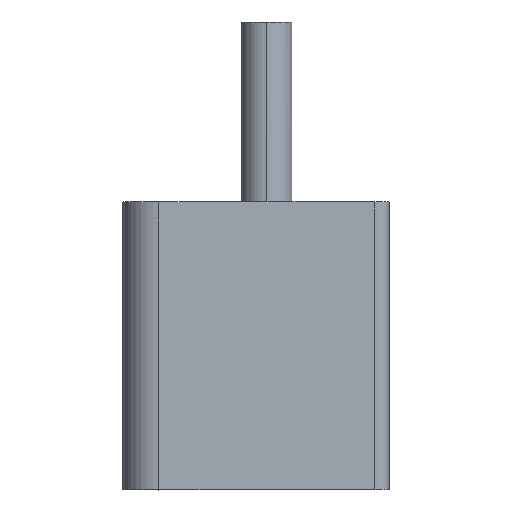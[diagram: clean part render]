
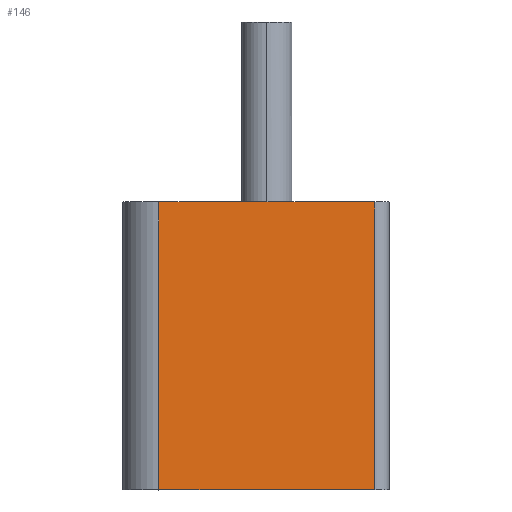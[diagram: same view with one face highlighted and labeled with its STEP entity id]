
A CAD part, top view. The second image highlights one B-rep face of the part: STEP entity #146.
In plain terms, the highlighted planar face has unit normal (0.1, 0, 0.995).
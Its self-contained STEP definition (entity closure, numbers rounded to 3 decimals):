
#19 = LINE ( 'NONE', #384, #212 ) ;
#20 = CARTESIAN_POINT ( 'NONE',  ( 0., 40., 5. ) ) ;
#26 = CARTESIAN_POINT ( 'NONE',  ( 0., 40., 5. ) ) ;
#29 = VERTEX_POINT ( 'NONE', #306 ) ;
#34 = ORIENTED_EDGE ( 'NONE', *, *, #274, .F. ) ;
#37 = LINE ( 'NONE', #63, #170 ) ;
#39 = VECTOR ( 'NONE', #87, 1000. ) ;
#40 = EDGE_CURVE ( 'NONE', #281, #71, #37, .T. ) ;
#63 = CARTESIAN_POINT ( 'NONE',  ( 0., 40., 5. ) ) ;
#71 = VERTEX_POINT ( 'NONE', #130 ) ;
#73 = EDGE_CURVE ( 'NONE', #390, #333, #185, .T. ) ;
#76 = VECTOR ( 'NONE', #228, 1000. ) ;
#85 = CARTESIAN_POINT ( 'NONE',  ( 0., 40., 5. ) ) ;
#87 = DIRECTION ( 'NONE',  ( 0., -1., 0. ) ) ;
#102 = CARTESIAN_POINT ( 'NONE',  ( 30., 40., 2. ) ) ;
#110 = CARTESIAN_POINT ( 'NONE',  ( 30., 0., 2. ) ) ;
#115 = DIRECTION ( 'NONE',  ( 0.995, 0., -0.1 ) ) ;
#116 = CARTESIAN_POINT ( 'NONE',  ( 30., 40., 2. ) ) ;
#130 = CARTESIAN_POINT ( 'NONE',  ( 15., 40., 3.5 ) ) ;
#134 = DIRECTION ( 'NONE',  ( -0.1, 0., -0.995 ) ) ;
#140 = PLANE ( 'NONE',  #385 ) ;
#146 = ADVANCED_FACE ( 'NONE', ( #323 ), #140, .F. ) ;
#158 = DIRECTION ( 'NONE',  ( 0., -1., 0. ) ) ;
#159 = ORIENTED_EDGE ( 'NONE', *, *, #238, .T. ) ;
#170 = VECTOR ( 'NONE', #284, 1000. ) ;
#185 = LINE ( 'NONE', #102, #221 ) ;
#212 = VECTOR ( 'NONE', #115, 1000. ) ;
#214 = ORIENTED_EDGE ( 'NONE', *, *, #73, .F. ) ;
#221 = VECTOR ( 'NONE', #158, 1000. ) ;
#224 = ORIENTED_EDGE ( 'NONE', *, *, #331, .F. ) ;
#228 = DIRECTION ( 'NONE',  ( 0.995, 0., -0.1 ) ) ;
#232 = EDGE_CURVE ( 'NONE', #29, #333, #19, .T. ) ;
#237 = LINE ( 'NONE', #26, #39 ) ;
#238 = EDGE_CURVE ( 'NONE', #281, #29, #237, .T. ) ;
#245 = EDGE_LOOP ( 'NONE', ( #278, #214, #224, #34, #283, #159 ) ) ;
#258 = CARTESIAN_POINT ( 'NONE',  ( 15.693, 40., 3.431 ) ) ;
#261 = DIRECTION ( 'NONE',  ( 0.995, 0., -0.1 ) ) ;
#268 = CARTESIAN_POINT ( 'NONE',  ( 0., 40., 5. ) ) ;
#274 = EDGE_CURVE ( 'NONE', #71, #308, #360, .T. ) ;
#278 = ORIENTED_EDGE ( 'NONE', *, *, #232, .T. ) ;
#281 = VERTEX_POINT ( 'NONE', #268 ) ;
#283 = ORIENTED_EDGE ( 'NONE', *, *, #40, .F. ) ;
#284 = DIRECTION ( 'NONE',  ( 0.995, 0., -0.1 ) ) ;
#299 = VECTOR ( 'NONE', #261, 1000. ) ;
#306 = CARTESIAN_POINT ( 'NONE',  ( 0., 0., 5. ) ) ;
#308 = VERTEX_POINT ( 'NONE', #258 ) ;
#323 = FACE_OUTER_BOUND ( 'NONE', #245, .T. ) ;
#326 = CARTESIAN_POINT ( 'NONE',  ( 0., 40., 5. ) ) ;
#331 = EDGE_CURVE ( 'NONE', #308, #390, #353, .T. ) ;
#333 = VERTEX_POINT ( 'NONE', #110 ) ;
#348 = DIRECTION ( 'NONE',  ( -0.995, 0., 0.1 ) ) ;
#353 = LINE ( 'NONE', #326, #299 ) ;
#360 = LINE ( 'NONE', #20, #76 ) ;
#384 = CARTESIAN_POINT ( 'NONE',  ( 0., 0., 5. ) ) ;
#385 = AXIS2_PLACEMENT_3D ( 'NONE', #85, #134, #348 ) ;
#390 = VERTEX_POINT ( 'NONE', #116 ) ;
